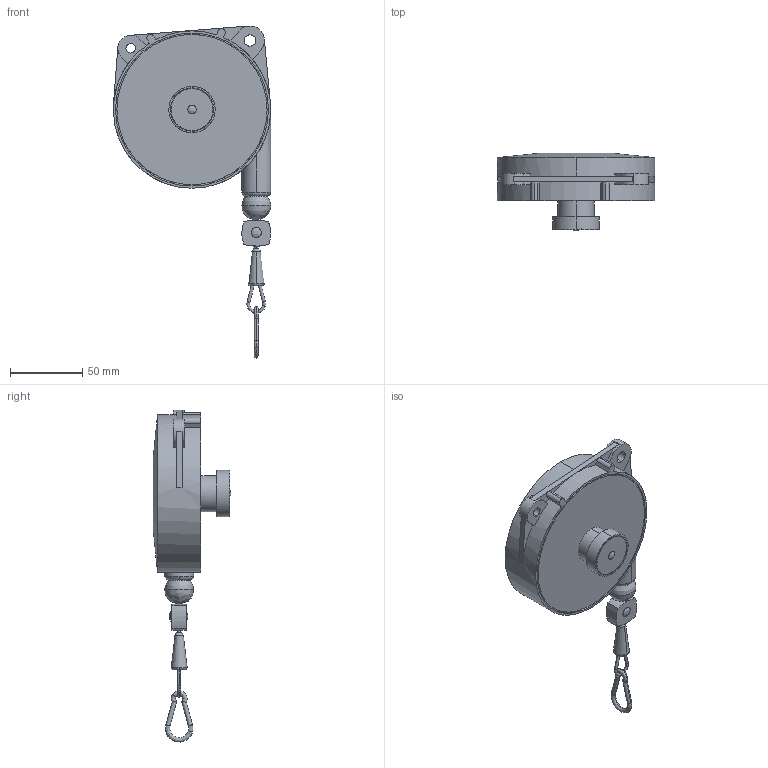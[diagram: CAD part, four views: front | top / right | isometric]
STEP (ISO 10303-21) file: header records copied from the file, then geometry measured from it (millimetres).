
FILE_DESCRIPTION (( 'STEP AP214' ), '1' );
FILE_NAME ('6920342', '2019-01-31T12:06:31', ( '' ), ('JUGARD+KÜNSTNER GmbH'), 'SwSTEP 2.0', 'SolidWorks 2017', '' );
FILE_SCHEMA (( 'AUTOMOTIVE_DESIGN' ));
Length unit declared in the file: millimetre
Products named in the file (1): 6920342_CNAJF00
Bounding box: 109 x 53.76 x 229.96 mm (x, y, z)
Volume: 332765 mm3; surface area: 40593.4 mm2
Topology: 1 solids, 1 shells, 126 faces, 337 edges, 217 vertices
Faces by surface type: cylinder 47, plane 44, bspline 27, cone 8
Entity records: 6760 total; most frequent: CARTESIAN_POINT 3548, ORIENTED_EDGE 662, DIRECTION 563, EDGE_CURVE 331, AXIS2_PLACEMENT_3D 217, VERTEX_POINT 217, EDGE_LOOP 146, VECTOR 129
